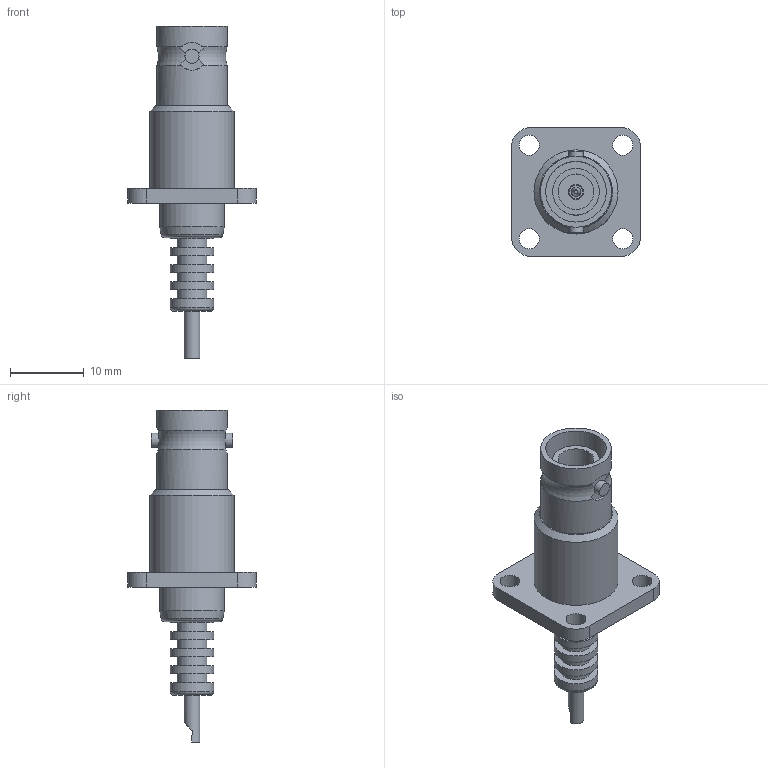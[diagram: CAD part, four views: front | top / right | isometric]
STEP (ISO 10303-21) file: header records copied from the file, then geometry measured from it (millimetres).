
FILE_DESCRIPTION (( 'STEP AP203' ), '1' );
FILE_NAME ('PE4501_3D.step', '2021-03-17T15:15:36', ( '' ), ( '' ), 'SwSTEP 2.0', 'SolidWorks 2020', '' );
FILE_SCHEMA (( 'CONFIG_CONTROL_DESIGN' ));
Length unit declared in the file: inch
Products named in the file (1): PE4501_3D
Bounding box: 17.5 x 17.5 x 45.16 mm (x, y, z)
Volume: 2307.4 mm3; surface area: 2956.2 mm2
Topology: 1 solids, 1 shells, 76 faces, 172 edges, 116 vertices
Faces by surface type: plane 34, cylinder 34, torus 5, cone 3
Full cylindrical faces by diameter (mm): 1.27 x1, 1.397 x1, 1.918 x2, 2.083 x2, 2.705 x4, 4.026 x4, 4.826 x1, 5.931 x5, 6.35 x1, 8.255 x1, 8.814 x1, 9.652 x2, 11.43 x1
Entity records: 2061 total; most frequent: CARTESIAN_POINT 463, DIRECTION 326, ORIENTED_EDGE 248, AXIS2_PLACEMENT_3D 151, EDGE_LOOP 134, EDGE_CURVE 124, FACE_OUTER_BOUND 105, VERTEX_POINT 100
